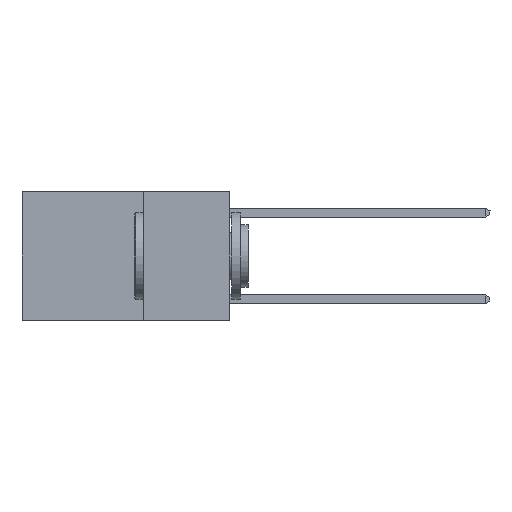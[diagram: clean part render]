
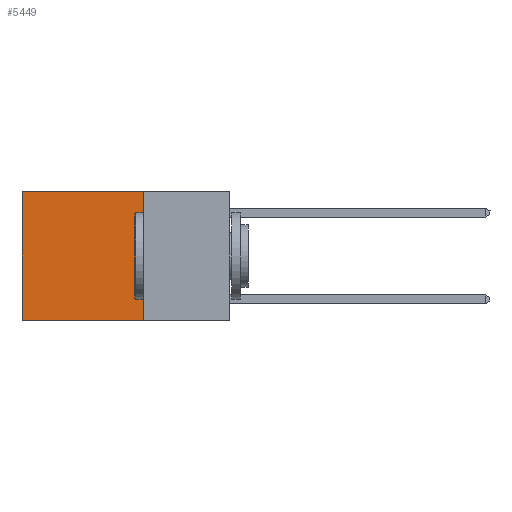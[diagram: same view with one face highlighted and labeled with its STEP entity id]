
A CAD part, left-side view. The second image highlights one B-rep face of the part: STEP entity #5449.
In plain terms, the highlighted planar face has unit normal (-1, 0, 0).
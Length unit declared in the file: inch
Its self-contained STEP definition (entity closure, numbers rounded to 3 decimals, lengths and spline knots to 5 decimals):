
#20 = CARTESIAN_POINT ( 'NONE',  ( 0.2625, 0.25, -0.37 ) ) ;
#42 = EDGE_CURVE ( 'NONE', #12882, #15639, #6420, .T. ) ;
#278 = DIRECTION ( 'NONE',  ( 0., 0., -1. ) ) ;
#535 = EDGE_CURVE ( 'NONE', #15524, #12882, #9321, .T. ) ;
#782 = VECTOR ( 'NONE', #13438, 39.37008 ) ;
#1459 = CARTESIAN_POINT ( 'NONE',  ( 0.2625, 0.25, -0.37 ) ) ;
#1512 = CARTESIAN_POINT ( 'NONE',  ( 0.2625, 0.6, -0.37 ) ) ;
#2594 = CARTESIAN_POINT ( 'NONE',  ( 0.2625, 0.6, 0. ) ) ;
#4209 = ORIENTED_EDGE ( 'NONE', *, *, #42, .T. ) ;
#4737 = FACE_OUTER_BOUND ( 'NONE', #14514, .T. ) ;
#4830 = AXIS2_PLACEMENT_3D ( 'NONE', #9973, #7673, #278 ) ;
#5188 = CARTESIAN_POINT ( 'NONE',  ( 0.2625, 0.25, 0. ) ) ;
#5367 = EDGE_CURVE ( 'NONE', #15524, #6636, #9309, .T. ) ;
#5449 = ADVANCED_FACE ( 'NONE', ( #4737 ), #14792, .F. ) ;
#6379 = ORIENTED_EDGE ( 'NONE', *, *, #8504, .F. ) ;
#6420 = LINE ( 'NONE', #2594, #9164 ) ;
#6561 = DIRECTION ( 'NONE',  ( 0., 0., -1. ) ) ;
#6636 = VERTEX_POINT ( 'NONE', #1459 ) ;
#7673 = DIRECTION ( 'NONE',  ( 1., 0., 0. ) ) ;
#8504 = EDGE_CURVE ( 'NONE', #6636, #15639, #15150, .T. ) ;
#8655 = DIRECTION ( 'NONE',  ( 0., 1., 0. ) ) ;
#9164 = VECTOR ( 'NONE', #6561, 39.37008 ) ;
#9309 = LINE ( 'NONE', #5188, #11684 ) ;
#9321 = LINE ( 'NONE', #13450, #782 ) ;
#9973 = CARTESIAN_POINT ( 'NONE',  ( 0.2625, 0.25, 0. ) ) ;
#11334 = CARTESIAN_POINT ( 'NONE',  ( 0.2625, 0.6, 0. ) ) ;
#11684 = VECTOR ( 'NONE', #14640, 39.37008 ) ;
#11907 = CARTESIAN_POINT ( 'NONE',  ( 0.2625, 0.25, 0. ) ) ;
#12882 = VERTEX_POINT ( 'NONE', #11334 ) ;
#13438 = DIRECTION ( 'NONE',  ( 0., 1., 0. ) ) ;
#13450 = CARTESIAN_POINT ( 'NONE',  ( 0.2625, 0.25, 0. ) ) ;
#14025 = ORIENTED_EDGE ( 'NONE', *, *, #5367, .F. ) ;
#14209 = ORIENTED_EDGE ( 'NONE', *, *, #535, .T. ) ;
#14514 = EDGE_LOOP ( 'NONE', ( #4209, #6379, #14025, #14209 ) ) ;
#14640 = DIRECTION ( 'NONE',  ( 0., 0., -1. ) ) ;
#14791 = VECTOR ( 'NONE', #8655, 39.37008 ) ;
#14792 = PLANE ( 'NONE',  #4830 ) ;
#15150 = LINE ( 'NONE', #20, #14791 ) ;
#15524 = VERTEX_POINT ( 'NONE', #11907 ) ;
#15639 = VERTEX_POINT ( 'NONE', #1512 ) ;
